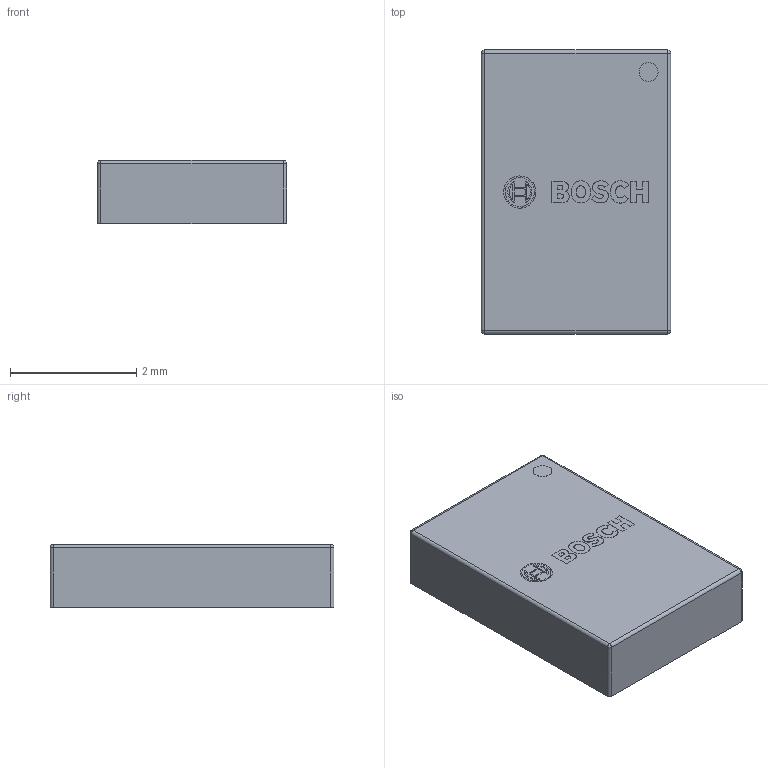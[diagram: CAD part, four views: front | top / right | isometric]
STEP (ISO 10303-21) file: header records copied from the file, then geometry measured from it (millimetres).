
FILE_DESCRIPTION(/* description */ (''),/* implementation_level */ '2;1');
FILE_NAME(/* name */ 'BMI088.stp',/* time_stamp */ '2023-05-29T23:13:34+03:00',/* author */ ('thall'),/* organization */ (''),/* preprocessor_version */ 'ST-DEVELOPER v18.1',/* originating_system */ 'Autodesk Inventor 2021',/* authorisation */ '');
FILE_SCHEMA (('AUTOMOTIVE_DESIGN { 1 0 10303 214 3 1 1 }'));
Length unit declared in the file: millimetre
Products named in the file (6): BMI088; Package; Pads; Mark1; Mark2; Logo
Assembly tree (5 placements, depth 2):
  BMI088
    Package
    Pads
    Mark1
    Mark2
    Logo
Bounding box: 3 x 4.5 x 1 mm (x, y, z)
Volume: 13.5 mm3; surface area: 51 mm2
Topology: 26 solids, 26 shells, 376 faces, 914 edges, 606 vertices
Faces by surface type: plane 255, bspline 108, cylinder 9, sphere 4
Full cylindrical faces by diameter (mm): 0.3 x1
Entity records: 12587 total; most frequent: CARTESIAN_POINT 4127, ORIENTED_EDGE 1828, DIRECTION 1316, EDGE_CURVE 914, LINE 678, VECTOR 678, VERTEX_POINT 606, EDGE_LOOP 406
